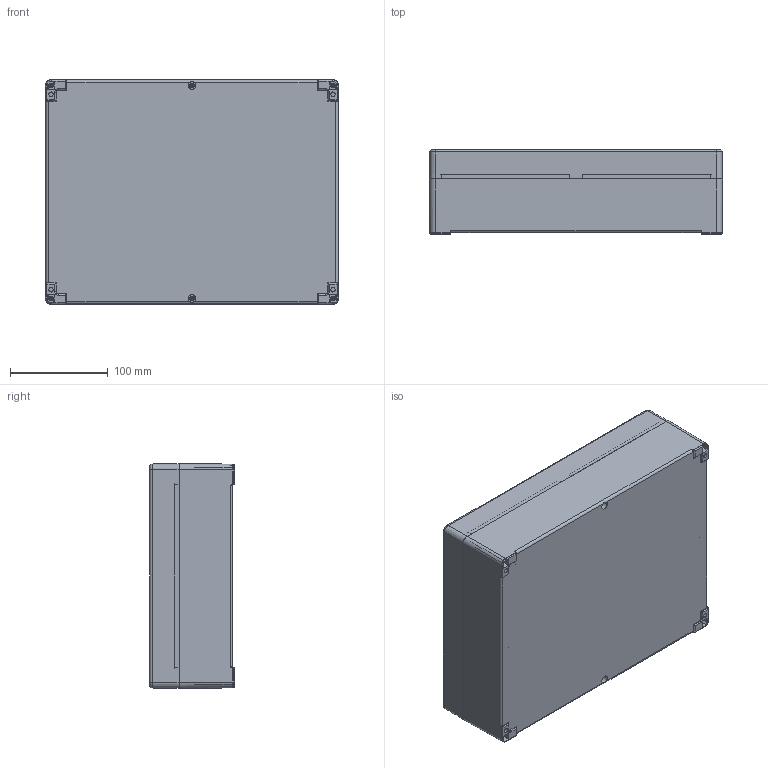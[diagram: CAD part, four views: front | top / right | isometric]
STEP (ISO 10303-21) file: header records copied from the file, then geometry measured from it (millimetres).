
FILE_DESCRIPTION((''),'2;1');
FILE_NAME('CT-871_ASM','2010-09-14T',('M.Fehring'),(''),'PRO/ENGINEER BY PARAMETRIC TECHNOLOGY CORPORATION, 2005070','PRO/ENGINEER BY PARAMETRIC TECHNOLOGY CORPORATION, 2005070','');
FILE_SCHEMA(('AUTOMOTIVE_DESIGN_CC2 { 1 2 10303 214 -1 1 5 2 }'));
Length unit declared in the file: millimetre
Products named in the file (6): CT-871_CT-891_UNTERTEIL; CT-871_DECKEL; 9501087000_001; 9266001000_EINBAU; 9501087000_ASM; CT-871_ASM
Assembly tree (10 placements, depth 3):
  CT-871_ASM
    CT-871_CT-891_UNTERTEIL
    CT-871_DECKEL
    9501087000_ASM  x6
      9501087000_001
      9266001000_EINBAU
Bounding box: 300 x 86.5 x 230 mm (x, y, z)
Volume: 723473.3 mm3; surface area: 482041 mm2
Topology: 14 solids, 14 shells, 957 faces, 2508 edges, 1572 vertices
Faces by surface type: plane 449, cylinder 260, cone 136, bspline 64, torus 32, sphere 12, extrusion 4
Entity records: 29584 total; most frequent: CARTESIAN_POINT 8090, ORIENTED_EDGE 3408, DIRECTION 3372, PRESENTATION_STYLE_ASSIGNMENT 1708, STYLED_ITEM 1708, CURVE_STYLE 1704, EDGE_CURVE 1704, AXIS2_PLACEMENT_3D 1205
